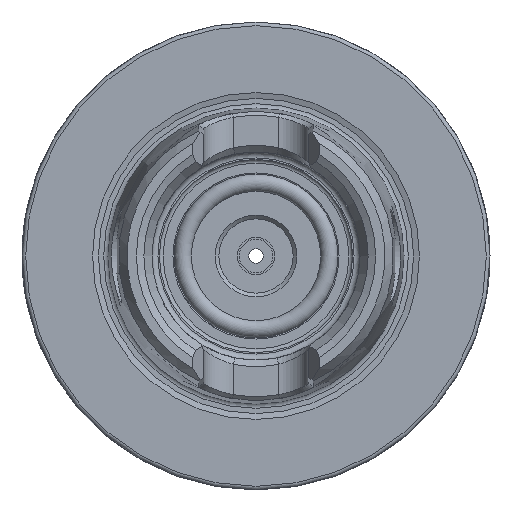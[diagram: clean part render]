
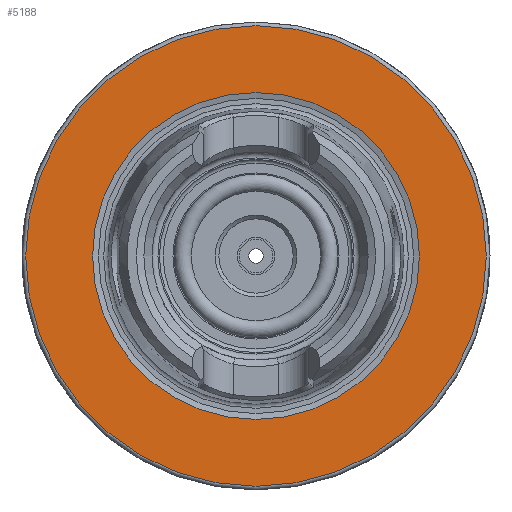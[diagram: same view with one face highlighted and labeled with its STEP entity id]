
A CAD part, left-side view. The second image highlights one B-rep face of the part: STEP entity #5188.
In plain terms, the highlighted planar face has unit normal (-1, 0, 0).
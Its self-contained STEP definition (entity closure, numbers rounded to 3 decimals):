
#5154=CARTESIAN_POINT('',(0.0,22.,0.0));
#5155=VERTEX_POINT('',#5154);
#5156=CARTESIAN_POINT('',(0.0,0.,0.0));
#5157=DIRECTION('',(1.0,0.0,0.0));
#5158=DIRECTION('',(0.0,1.0,0.0));
#5159=AXIS2_PLACEMENT_3D('',#5156,#5157,#5158);
#5160=CIRCLE('',#5159,22.);
#5161=EDGE_CURVE('',#5155,#5155,#5160,.T.);
#5169=CARTESIAN_POINT('',(0.0,26.5,0.0));
#5170=DIRECTION('',(-1.0,0.0,0.0));
#5171=DIRECTION('',(0.0,0.0,1.0));
#5172=AXIS2_PLACEMENT_3D('',#5169,#5170,#5171);
#5173=PLANE('',#5172);
#5174=CARTESIAN_POINT('',(0.0,31.,0.0));
#5175=VERTEX_POINT('',#5174);
#5176=CARTESIAN_POINT('',(0.0,0.,0.0));
#5177=DIRECTION('',(1.0,0.0,0.0));
#5178=DIRECTION('',(0.0,1.0,0.0));
#5179=AXIS2_PLACEMENT_3D('',#5176,#5177,#5178);
#5180=CIRCLE('',#5179,31.);
#5181=EDGE_CURVE('',#5175,#5175,#5180,.T.);
#5182=ORIENTED_EDGE('',*,*,#5181,.F.);
#5183=EDGE_LOOP('',(#5182));
#5184=FACE_OUTER_BOUND('',#5183,.T.);
#5185=ORIENTED_EDGE('',*,*,#5161,.T.);
#5186=EDGE_LOOP('',(#5185));
#5187=FACE_BOUND('',#5186,.T.);
#5188=ADVANCED_FACE('',(#5184,#5187),#5173,.T.);
